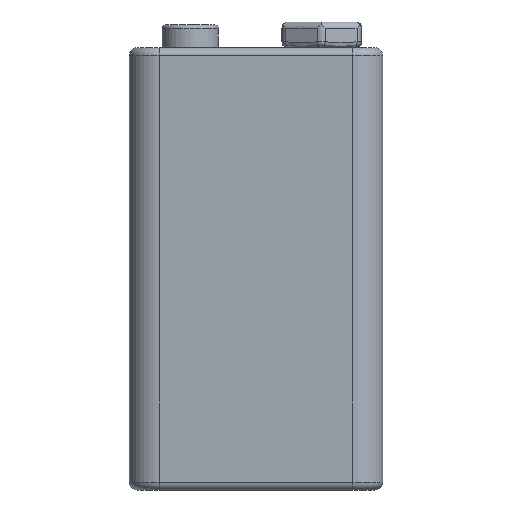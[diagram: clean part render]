
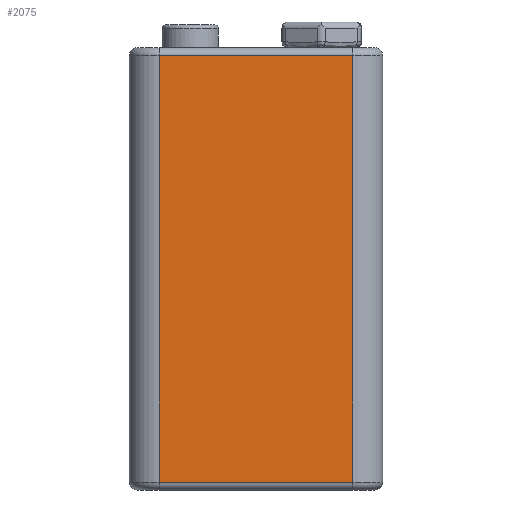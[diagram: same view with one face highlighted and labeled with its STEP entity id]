
A CAD part, front view. The second image highlights one B-rep face of the part: STEP entity #2075.
In plain terms, the highlighted planar face has unit normal (0, -1, 0).
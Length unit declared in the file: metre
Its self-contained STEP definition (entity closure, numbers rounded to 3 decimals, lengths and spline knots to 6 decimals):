
#200=LINE('',#3932,#320);
#201=LINE('',#3935,#321);
#202=LINE('',#3937,#322);
#203=LINE('',#3939,#323);
#320=VECTOR('',#2727,1.);
#321=VECTOR('',#2728,1.);
#322=VECTOR('',#2729,1.);
#323=VECTOR('',#2730,1.);
#432=PLANE('',#2291);
#859=ORIENTED_EDGE('',*,*,#1247,.T.);
#860=ORIENTED_EDGE('',*,*,#1248,.T.);
#861=ORIENTED_EDGE('',*,*,#1249,.T.);
#862=ORIENTED_EDGE('',*,*,#1250,.T.);
#1247=EDGE_CURVE('',#1471,#1472,#200,.T.);
#1248=EDGE_CURVE('',#1472,#1473,#201,.T.);
#1249=EDGE_CURVE('',#1473,#1474,#202,.F.);
#1250=EDGE_CURVE('',#1474,#1471,#203,.F.);
#1471=VERTEX_POINT('',#3933);
#1472=VERTEX_POINT('',#3934);
#1473=VERTEX_POINT('',#3936);
#1474=VERTEX_POINT('',#3938);
#1718=EDGE_LOOP('',(#859,#860,#861,#862));
#1880=FACE_BOUND('',#1718,.T.);
#2075=ADVANCED_FACE('',(#1880),#432,.F.);
#2291=AXIS2_PLACEMENT_3D('',#3931,#2725,#2726);
#2725=DIRECTION('',(0.,1.,0.));
#2726=DIRECTION('',(0.,0.,1.));
#2727=DIRECTION('',(0.,0.,-1.));
#2728=DIRECTION('',(1.,0.,0.));
#2729=DIRECTION('',(0.,0.,-1.));
#2730=DIRECTION('',(1.,0.,0.));
#3931=CARTESIAN_POINT('',(0.,-0.0083,0.0447));
#3932=CARTESIAN_POINT('',(-0.0098,-0.0083,0.));
#3933=CARTESIAN_POINT('',(-0.0098,-0.0083,0.0439));
#3934=CARTESIAN_POINT('',(-0.0098,-0.0083,0.0008));
#3935=CARTESIAN_POINT('',(0.,-0.0083,0.0008));
#3936=CARTESIAN_POINT('',(0.0098,-0.0083,0.0008));
#3937=CARTESIAN_POINT('',(0.0098,-0.0083,0.0447));
#3938=CARTESIAN_POINT('',(0.0098,-0.0083,0.0439));
#3939=CARTESIAN_POINT('',(-0.0098,-0.0083,0.0439));
